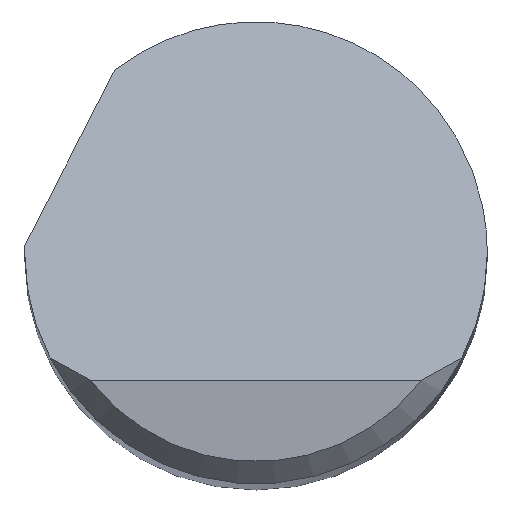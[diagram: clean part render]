
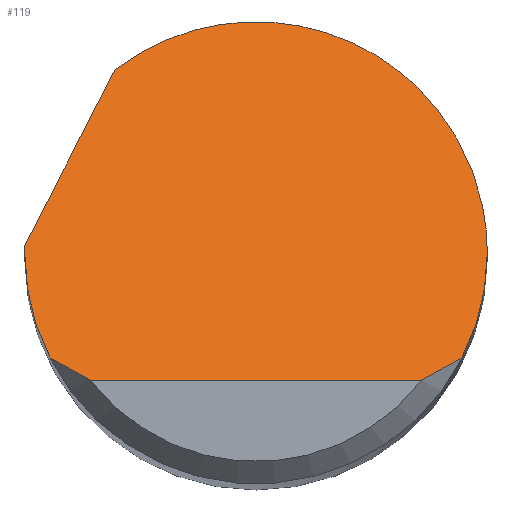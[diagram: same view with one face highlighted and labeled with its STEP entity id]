
A CAD part, top view. The second image highlights one B-rep face of the part: STEP entity #119.
In plain terms, the highlighted planar face has unit normal (0, 0.707, 0.707).
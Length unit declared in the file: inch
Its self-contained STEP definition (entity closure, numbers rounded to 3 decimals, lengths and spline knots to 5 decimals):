
#1 =( BOUNDED_CURVE ( )  B_SPLINE_CURVE ( 3, ( #101, #4, #220, #438 ),
 .UNSPECIFIED., .F., .T. ) 
 B_SPLINE_CURVE_WITH_KNOTS ( ( 4, 4 ),
 ( 5.62792, 7.85398 ),
 .UNSPECIFIED. ) 
 CURVE ( )  GEOMETRIC_REPRESENTATION_ITEM ( )  RATIONAL_B_SPLINE_CURVE ( ( 1., 0.628, 0.628, 1. ) ) 
 REPRESENTATION_ITEM ( '' )  );
#4 = CARTESIAN_POINT ( 'NONE',  ( 0.02277, 0.21456, 2.19919 ) ) ;
#7 = ORIENTED_EDGE ( 'NONE', *, *, #81, .F. ) ;
#24 = DIRECTION ( 'NONE',  ( 0.341, 0.665, -0.665 ) ) ;
#50 = ORIENTED_EDGE ( 'NONE', *, *, #118, .F. ) ;
#55 = VERTEX_POINT ( 'NONE', #213 ) ;
#58 = LINE ( 'NONE', #356, #100 ) ;
#75 = VERTEX_POINT ( 'NONE', #90 ) ;
#81 = EDGE_CURVE ( 'NONE', #203, #55, #58, .T. ) ;
#83 = VERTEX_POINT ( 'NONE', #236 ) ;
#90 = CARTESIAN_POINT ( 'NONE',  ( -0.15625, 0., 2.41375 ) ) ;
#98 = CARTESIAN_POINT ( 'NONE',  ( 0., -0.08625, 2.5 ) ) ;
#99 = CARTESIAN_POINT ( 'NONE',  ( -0.13906, -0.07125, 2.485 ) ) ;
#100 = VECTOR ( 'NONE', #24, 39.37008 ) ;
#101 = CARTESIAN_POINT ( 'NONE',  ( -0.09521, 0.12389, 2.28986 ) ) ;
#105 = CARTESIAN_POINT ( 'NONE',  ( -0.15617, 0.005, 2.40875 ) ) ;
#109 = EDGE_LOOP ( 'NONE', ( #125, #436, #348, #50, #7, #163, #344, #413 ) ) ;
#112 = CARTESIAN_POINT ( 'NONE',  ( 0.12131, -0.0816, 2.49535 ) ) ;
#115 = CARTESIAN_POINT ( 'NONE',  ( -0.15622, 0.00333, 2.41042 ) ) ;
#116 = EDGE_CURVE ( 'NONE', #330, #444, #369, .T. ) ;
#117 = CARTESIAN_POINT ( 'NONE',  ( -0.15625, 0., 2.41375 ) ) ;
#118 = EDGE_CURVE ( 'NONE', #55, #223, #1, .T. ) ;
#119 = ADVANCED_FACE ( 'NONE', ( #324 ), #285, .F. ) ;
#121 = CARTESIAN_POINT ( 'NONE',  ( 0.13035, -0.07657, 2.49032 ) ) ;
#124 = CARTESIAN_POINT ( 'NONE',  ( 0.13906, -0.07125, 2.485 ) ) ;
#125 = ORIENTED_EDGE ( 'NONE', *, *, #418, .T. ) ;
#132 =( BOUNDED_CURVE ( )  B_SPLINE_CURVE ( 3, ( #408, #406, #231, #233 ),
 .UNSPECIFIED., .F., .T. ) 
 B_SPLINE_CURVE_WITH_KNOTS ( ( 4, 4 ),
 ( 1.5708, 2.04429 ),
 .UNSPECIFIED. ) 
 CURVE ( )  GEOMETRIC_REPRESENTATION_ITEM ( )  RATIONAL_B_SPLINE_CURVE ( ( 1., 0.981, 0.981, 1. ) ) 
 REPRESENTATION_ITEM ( '' )  );
#149 = EDGE_CURVE ( 'NONE', #330, #75, #331, .T. ) ;
#163 = ORIENTED_EDGE ( 'NONE', *, *, #281, .F. ) ;
#167 = CARTESIAN_POINT ( 'NONE',  ( -0.12131, -0.0816, 2.49535 ) ) ;
#182 = CARTESIAN_POINT ( 'NONE',  ( 0.15625, 0., 2.41375 ) ) ;
#185 = CARTESIAN_POINT ( 'NONE',  ( -0.15625, 0., 2.41375 ) ) ;
#187 = VERTEX_POINT ( 'NONE', #326 ) ;
#193 = CARTESIAN_POINT ( 'NONE',  ( -0.15617, 0.005, 2.40875 ) ) ;
#197 = CARTESIAN_POINT ( 'NONE',  ( 0.11186, -0.08625, 2.5 ) ) ;
#201 = CARTESIAN_POINT ( 'NONE',  ( -0.13035, -0.07657, 2.49032 ) ) ;
#203 = VERTEX_POINT ( 'NONE', #105 ) ;
#213 = CARTESIAN_POINT ( 'NONE',  ( -0.09521, 0.12389, 2.28986 ) ) ;
#217 = CARTESIAN_POINT ( 'NONE',  ( -0.13906, -0.07125, 2.485 ) ) ;
#220 = CARTESIAN_POINT ( 'NONE',  ( 0.15625, 0.1488, 2.26495 ) ) ;
#223 = VERTEX_POINT ( 'NONE', #182 ) ;
#231 = CARTESIAN_POINT ( 'NONE',  ( 0.15041, -0.04909, 2.46284 ) ) ;
#233 = CARTESIAN_POINT ( 'NONE',  ( 0.13906, -0.07125, 2.485 ) ) ;
#236 = CARTESIAN_POINT ( 'NONE',  ( 0.13906, -0.07125, 2.485 ) ) ;
#252 = CARTESIAN_POINT ( 'NONE',  ( -0.15625, -0.08625, 2.5 ) ) ;
#271 = CARTESIAN_POINT ( 'NONE',  ( -0.11186, -0.08625, 2.5 ) ) ;
#278 =( BOUNDED_CURVE ( )  B_SPLINE_CURVE ( 3, ( #117, #303, #115, #193 ),
 .UNSPECIFIED., .F., .T. ) 
 B_SPLINE_CURVE_WITH_KNOTS ( ( 4, 4 ),
 ( 4.71239, 4.74439 ),
 .UNSPECIFIED. ) 
 CURVE ( )  GEOMETRIC_REPRESENTATION_ITEM ( )  RATIONAL_B_SPLINE_CURVE ( ( 1., 1., 1., 1. ) ) 
 REPRESENTATION_ITEM ( '' )  );
#281 = EDGE_CURVE ( 'NONE', #75, #203, #278, .T. ) ;
#285 = PLANE ( 'NONE',  #422 ) ;
#303 = CARTESIAN_POINT ( 'NONE',  ( -0.15625, 0.00167, 2.41208 ) ) ;
#318 = EDGE_CURVE ( 'NONE', #187, #83, #327, .T. ) ;
#324 = FACE_OUTER_BOUND ( 'NONE', #109, .T. ) ;
#326 = CARTESIAN_POINT ( 'NONE',  ( 0.11186, -0.08625, 2.5 ) ) ;
#327 = B_SPLINE_CURVE_WITH_KNOTS ( 'NONE', 3,
 ( #197, #112, #121, #124 ),
 .UNSPECIFIED., .F., .F.,
 ( 4, 4 ),
 ( 0., 0.00088 ),
 .UNSPECIFIED. ) ;
#328 = VECTOR ( 'NONE', #391, 39.37008 ) ;
#330 = VERTEX_POINT ( 'NONE', #445 ) ;
#331 =( BOUNDED_CURVE ( )  B_SPLINE_CURVE ( 3, ( #217, #428, #401, #185 ),
 .UNSPECIFIED., .F., .T. ) 
 B_SPLINE_CURVE_WITH_KNOTS ( ( 4, 4 ),
 ( 4.23889, 4.71239 ),
 .UNSPECIFIED. ) 
 CURVE ( )  GEOMETRIC_REPRESENTATION_ITEM ( )  RATIONAL_B_SPLINE_CURVE ( ( 1., 0.981, 0.981, 1. ) ) 
 REPRESENTATION_ITEM ( '' )  );
#332 = DIRECTION ( 'NONE',  ( 0., 0.707, -0.707 ) ) ;
#339 = EDGE_CURVE ( 'NONE', #223, #83, #132, .T. ) ;
#344 = ORIENTED_EDGE ( 'NONE', *, *, #149, .F. ) ;
#348 = ORIENTED_EDGE ( 'NONE', *, *, #339, .F. ) ;
#356 = CARTESIAN_POINT ( 'NONE',  ( -0.19753, -0.07567, 2.48942 ) ) ;
#369 = B_SPLINE_CURVE_WITH_KNOTS ( 'NONE', 3,
 ( #99, #201, #167, #459 ),
 .UNSPECIFIED., .F., .F.,
 ( 4, 4 ),
 ( 0., 0.00088 ),
 .UNSPECIFIED. ) ;
#388 = LINE ( 'NONE', #98, #328 ) ;
#391 = DIRECTION ( 'NONE',  ( 1., 0., 0. ) ) ;
#401 = CARTESIAN_POINT ( 'NONE',  ( -0.15625, -0.02489, 2.43864 ) ) ;
#406 = CARTESIAN_POINT ( 'NONE',  ( 0.15625, -0.02489, 2.43864 ) ) ;
#408 = CARTESIAN_POINT ( 'NONE',  ( 0.15625, 0., 2.41375 ) ) ;
#413 = ORIENTED_EDGE ( 'NONE', *, *, #116, .T. ) ;
#418 = EDGE_CURVE ( 'NONE', #444, #187, #388, .T. ) ;
#422 = AXIS2_PLACEMENT_3D ( 'NONE', #252, #430, #332 ) ;
#428 = CARTESIAN_POINT ( 'NONE',  ( -0.15041, -0.04909, 2.46284 ) ) ;
#430 = DIRECTION ( 'NONE',  ( 0., -0.707, -0.707 ) ) ;
#436 = ORIENTED_EDGE ( 'NONE', *, *, #318, .T. ) ;
#438 = CARTESIAN_POINT ( 'NONE',  ( 0.15625, 0., 2.41375 ) ) ;
#444 = VERTEX_POINT ( 'NONE', #271 ) ;
#445 = CARTESIAN_POINT ( 'NONE',  ( -0.13906, -0.07125, 2.485 ) ) ;
#459 = CARTESIAN_POINT ( 'NONE',  ( -0.11186, -0.08625, 2.5 ) ) ;
